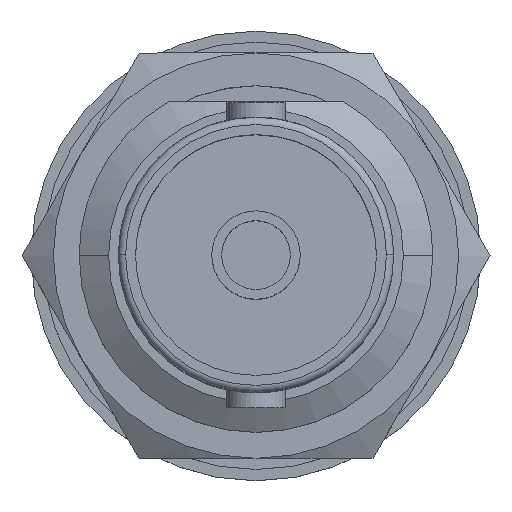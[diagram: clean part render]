
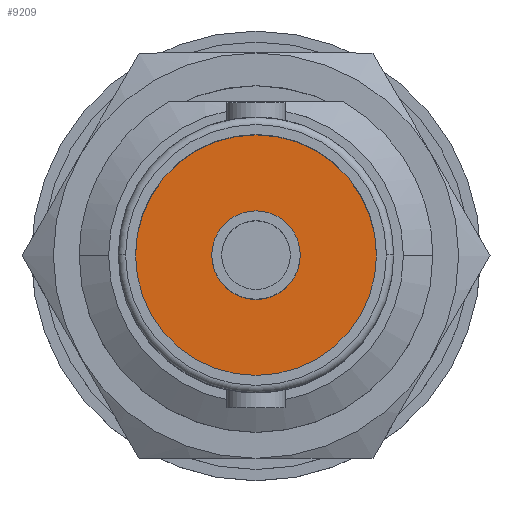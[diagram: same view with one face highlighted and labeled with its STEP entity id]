
A CAD part, top view. The second image highlights one B-rep face of the part: STEP entity #9209.
In plain terms, the highlighted planar face has unit normal (0, 0, 1).
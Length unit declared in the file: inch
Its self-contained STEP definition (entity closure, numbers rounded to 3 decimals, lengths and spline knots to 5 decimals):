
#24 = EDGE_CURVE ( 'NONE', #2092, #2113, #6558, .T. ) ;
#306 = DIRECTION ( 'NONE',  ( 0., 0., 1. ) ) ;
#978 = FACE_BOUND ( 'NONE', #2746, .T. ) ;
#1160 = AXIS2_PLACEMENT_3D ( 'NONE', #5001, #8598, #4158 ) ;
#1695 = AXIS2_PLACEMENT_3D ( 'NONE', #6290, #4012, #2699 ) ;
#1753 = DIRECTION ( 'NONE',  ( 0., 0., 1. ) ) ;
#2092 = VERTEX_POINT ( 'NONE', #2100 ) ;
#2100 = CARTESIAN_POINT ( 'NONE',  ( -0.06, 0., 0.33 ) ) ;
#2113 = VERTEX_POINT ( 'NONE', #7092 ) ;
#2274 = EDGE_CURVE ( 'NONE', #2113, #2092, #2291, .T. ) ;
#2288 = ORIENTED_EDGE ( 'NONE', *, *, #7253, .T. ) ;
#2291 = CIRCLE ( 'NONE', #7594, 0.06 ) ;
#2489 = VERTEX_POINT ( 'NONE', #4272 ) ;
#2617 = DIRECTION ( 'NONE',  ( 1., 0., 0. ) ) ;
#2699 = DIRECTION ( 'NONE',  ( 1., 0., 0. ) ) ;
#2746 = EDGE_LOOP ( 'NONE', ( #4510, #8086 ) ) ;
#3050 = EDGE_LOOP ( 'NONE', ( #2288, #5622 ) ) ;
#3231 = AXIS2_PLACEMENT_3D ( 'NONE', #3927, #306, #7685 ) ;
#3927 = CARTESIAN_POINT ( 'NONE',  ( 0., 0., 0.33 ) ) ;
#4012 = DIRECTION ( 'NONE',  ( 0., 0., 1. ) ) ;
#4022 = FACE_OUTER_BOUND ( 'NONE', #3050, .T. ) ;
#4158 = DIRECTION ( 'NONE',  ( 1., 0., 0. ) ) ;
#4272 = CARTESIAN_POINT ( 'NONE',  ( -0.1635, 0., 0.33 ) ) ;
#4461 = DIRECTION ( 'NONE',  ( 0., 0., 1. ) ) ;
#4510 = ORIENTED_EDGE ( 'NONE', *, *, #24, .F. ) ;
#4511 = CARTESIAN_POINT ( 'NONE',  ( 0., 0., 0.33 ) ) ;
#5001 = CARTESIAN_POINT ( 'NONE',  ( 0., 0., 0.33 ) ) ;
#5223 = CARTESIAN_POINT ( 'NONE',  ( 0., 0., 0.33 ) ) ;
#5622 = ORIENTED_EDGE ( 'NONE', *, *, #6009, .T. ) ;
#5777 = CARTESIAN_POINT ( 'NONE',  ( 0.1635, 0., 0.33 ) ) ;
#6009 = EDGE_CURVE ( 'NONE', #8260, #2489, #7063, .T. ) ;
#6133 = AXIS2_PLACEMENT_3D ( 'NONE', #5223, #1753, #8238 ) ;
#6290 = CARTESIAN_POINT ( 'NONE',  ( 0., 0., 0.33 ) ) ;
#6558 = CIRCLE ( 'NONE', #1695, 0.06 ) ;
#7063 = CIRCLE ( 'NONE', #6133, 0.1635 ) ;
#7092 = CARTESIAN_POINT ( 'NONE',  ( 0.06, 0., 0.33 ) ) ;
#7253 = EDGE_CURVE ( 'NONE', #2489, #8260, #7841, .T. ) ;
#7594 = AXIS2_PLACEMENT_3D ( 'NONE', #4511, #4461, #2617 ) ;
#7685 = DIRECTION ( 'NONE',  ( 1., 0., 0. ) ) ;
#7841 = CIRCLE ( 'NONE', #1160, 0.1635 ) ;
#8086 = ORIENTED_EDGE ( 'NONE', *, *, #2274, .F. ) ;
#8238 = DIRECTION ( 'NONE',  ( 1., 0., 0. ) ) ;
#8260 = VERTEX_POINT ( 'NONE', #5777 ) ;
#8598 = DIRECTION ( 'NONE',  ( 0., 0., 1. ) ) ;
#8952 = PLANE ( 'NONE',  #3231 ) ;
#9209 = ADVANCED_FACE ( 'NONE', ( #978, #4022 ), #8952, .T. ) ;
